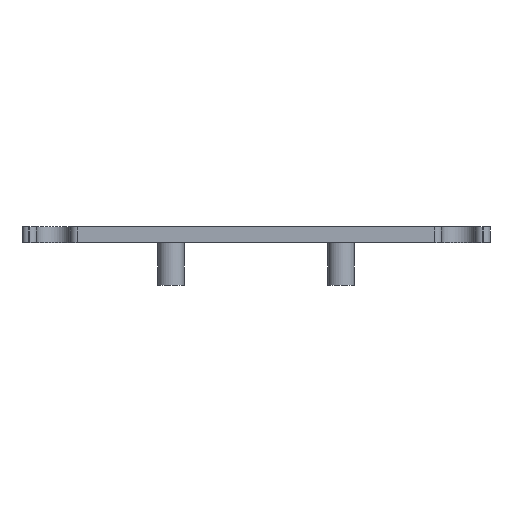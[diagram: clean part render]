
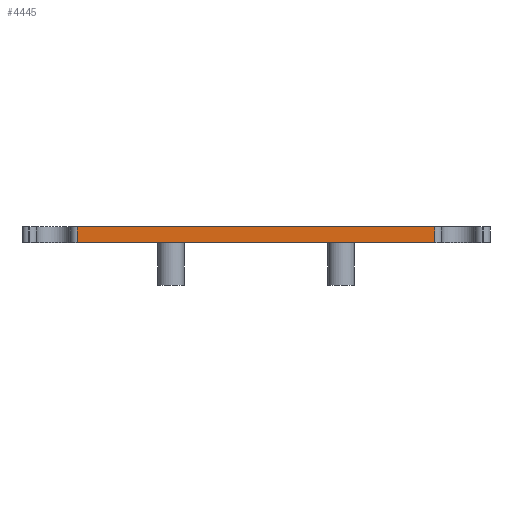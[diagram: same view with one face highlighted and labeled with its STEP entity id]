
A CAD part, left-side view. The second image highlights one B-rep face of the part: STEP entity #4445.
In plain terms, the highlighted planar face has unit normal (-1, 0, 0).
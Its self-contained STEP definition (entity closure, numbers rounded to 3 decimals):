
#100 = PLANE('',#101);
#101 = AXIS2_PLACEMENT_3D('',#102,#103,#104);
#102 = CARTESIAN_POINT('',(241.3,44.044,-3.));
#103 = DIRECTION('',(0.,0.,1.));
#104 = DIRECTION('',(1.,0.,-0.));
#159 = PLANE('',#160);
#160 = AXIS2_PLACEMENT_3D('',#161,#162,#163);
#161 = CARTESIAN_POINT('',(241.3,44.044,0.));
#162 = DIRECTION('',(0.,0.,1.));
#163 = DIRECTION('',(1.,0.,-0.));
#1048 = VERTEX_POINT('',#1049);
#1049 = CARTESIAN_POINT('',(0.,77.698,0.));
#1068 = CYLINDRICAL_SURFACE('',#1069,1.27);
#1069 = AXIS2_PLACEMENT_3D('',#1070,#1071,#1072);
#1070 = CARTESIAN_POINT('',(1.27,77.698,0.));
#1071 = DIRECTION('',(-0.,0.,1.));
#1072 = DIRECTION('',(1.,0.,-0.));
#1080 = EDGE_CURVE('',#1081,#1048,#1083,.T.);
#1081 = VERTEX_POINT('',#1082);
#1082 = CARTESIAN_POINT('',(0.001,10.389,0.));
#1083 = SURFACE_CURVE('',#1084,(#1088,#1095),.PCURVE_S1.);
#1084 = LINE('',#1085,#1086);
#1085 = CARTESIAN_POINT('',(0.001,10.389,0.));
#1086 = VECTOR('',#1087,1.);
#1087 = DIRECTION('',(0.,1.,0.));
#1088 = PCURVE('',#159,#1089);
#1089 = DEFINITIONAL_REPRESENTATION('',(#1090),#1094);
#1090 = LINE('',#1091,#1092);
#1091 = CARTESIAN_POINT('',(-241.299,-33.655));
#1092 = VECTOR('',#1093,1.);
#1093 = DIRECTION('',(0.,1.));
#1094 = ( GEOMETRIC_REPRESENTATION_CONTEXT(2) 
PARAMETRIC_REPRESENTATION_CONTEXT() REPRESENTATION_CONTEXT('2D SPACE',''
  ) );
#1095 = PCURVE('',#1096,#1101);
#1096 = PLANE('',#1097);
#1097 = AXIS2_PLACEMENT_3D('',#1098,#1099,#1100);
#1098 = CARTESIAN_POINT('',(0.001,10.389,0.));
#1099 = DIRECTION('',(1.,0.,0.));
#1100 = DIRECTION('',(0.,1.,0.));
#1101 = DEFINITIONAL_REPRESENTATION('',(#1102),#1106);
#1102 = LINE('',#1103,#1104);
#1103 = CARTESIAN_POINT('',(0.,0.));
#1104 = VECTOR('',#1105,1.);
#1105 = DIRECTION('',(1.,0.));
#1106 = ( GEOMETRIC_REPRESENTATION_CONTEXT(2) 
PARAMETRIC_REPRESENTATION_CONTEXT() REPRESENTATION_CONTEXT('2D SPACE',''
  ) );
#1129 = CYLINDRICAL_SURFACE('',#1130,1.27);
#1130 = AXIS2_PLACEMENT_3D('',#1131,#1132,#1133);
#1131 = CARTESIAN_POINT('',(1.271,10.389,0.));
#1132 = DIRECTION('',(-0.,0.,1.));
#1133 = DIRECTION('',(1.,0.,-0.));
#2953 = VERTEX_POINT('',#2954);
#2954 = CARTESIAN_POINT('',(0.,77.698,-3.));
#2980 = EDGE_CURVE('',#2981,#2953,#2983,.T.);
#2981 = VERTEX_POINT('',#2982);
#2982 = CARTESIAN_POINT('',(0.001,10.389,-3.));
#2983 = SURFACE_CURVE('',#2984,(#2988,#2995),.PCURVE_S1.);
#2984 = LINE('',#2985,#2986);
#2985 = CARTESIAN_POINT('',(0.001,10.389,-3.));
#2986 = VECTOR('',#2987,1.);
#2987 = DIRECTION('',(0.,1.,0.));
#2988 = PCURVE('',#100,#2989);
#2989 = DEFINITIONAL_REPRESENTATION('',(#2990),#2994);
#2990 = LINE('',#2991,#2992);
#2991 = CARTESIAN_POINT('',(-241.299,-33.655));
#2992 = VECTOR('',#2993,1.);
#2993 = DIRECTION('',(0.,1.));
#2994 = ( GEOMETRIC_REPRESENTATION_CONTEXT(2) 
PARAMETRIC_REPRESENTATION_CONTEXT() REPRESENTATION_CONTEXT('2D SPACE',''
  ) );
#2995 = PCURVE('',#1096,#2996);
#2996 = DEFINITIONAL_REPRESENTATION('',(#2997),#3001);
#2997 = LINE('',#2998,#2999);
#2998 = CARTESIAN_POINT('',(0.,-3.));
#2999 = VECTOR('',#3000,1.);
#3000 = DIRECTION('',(1.,0.));
#3001 = ( GEOMETRIC_REPRESENTATION_CONTEXT(2) 
PARAMETRIC_REPRESENTATION_CONTEXT() REPRESENTATION_CONTEXT('2D SPACE',''
  ) );
#4397 = EDGE_CURVE('',#1081,#2981,#4398,.T.);
#4398 = SURFACE_CURVE('',#4399,(#4403,#4410),.PCURVE_S1.);
#4399 = LINE('',#4400,#4401);
#4400 = CARTESIAN_POINT('',(0.001,10.389,0.));
#4401 = VECTOR('',#4402,1.);
#4402 = DIRECTION('',(0.,0.,-1.));
#4403 = PCURVE('',#1129,#4404);
#4404 = DEFINITIONAL_REPRESENTATION('',(#4405),#4409);
#4405 = LINE('',#4406,#4407);
#4406 = CARTESIAN_POINT('',(-3.142,0.));
#4407 = VECTOR('',#4408,1.);
#4408 = DIRECTION('',(-0.,-1.));
#4409 = ( GEOMETRIC_REPRESENTATION_CONTEXT(2) 
PARAMETRIC_REPRESENTATION_CONTEXT() REPRESENTATION_CONTEXT('2D SPACE',''
  ) );
#4410 = PCURVE('',#1096,#4411);
#4411 = DEFINITIONAL_REPRESENTATION('',(#4412),#4416);
#4412 = LINE('',#4413,#4414);
#4413 = CARTESIAN_POINT('',(0.,0.));
#4414 = VECTOR('',#4415,1.);
#4415 = DIRECTION('',(0.,-1.));
#4416 = ( GEOMETRIC_REPRESENTATION_CONTEXT(2) 
PARAMETRIC_REPRESENTATION_CONTEXT() REPRESENTATION_CONTEXT('2D SPACE',''
  ) );
#4445 = ADVANCED_FACE('',(#4446),#1096,.F.);
#4446 = FACE_BOUND('',#4447,.F.);
#4447 = EDGE_LOOP('',(#4448,#4449,#4450,#4471));
#4448 = ORIENTED_EDGE('',*,*,#4397,.T.);
#4449 = ORIENTED_EDGE('',*,*,#2980,.T.);
#4450 = ORIENTED_EDGE('',*,*,#4451,.F.);
#4451 = EDGE_CURVE('',#1048,#2953,#4452,.T.);
#4452 = SURFACE_CURVE('',#4453,(#4457,#4464),.PCURVE_S1.);
#4453 = LINE('',#4454,#4455);
#4454 = CARTESIAN_POINT('',(0.,77.698,0.));
#4455 = VECTOR('',#4456,1.);
#4456 = DIRECTION('',(0.,0.,-1.));
#4457 = PCURVE('',#1096,#4458);
#4458 = DEFINITIONAL_REPRESENTATION('',(#4459),#4463);
#4459 = LINE('',#4460,#4461);
#4460 = CARTESIAN_POINT('',(67.309,0.));
#4461 = VECTOR('',#4462,1.);
#4462 = DIRECTION('',(0.,-1.));
#4463 = ( GEOMETRIC_REPRESENTATION_CONTEXT(2) 
PARAMETRIC_REPRESENTATION_CONTEXT() REPRESENTATION_CONTEXT('2D SPACE',''
  ) );
#4464 = PCURVE('',#1068,#4465);
#4465 = DEFINITIONAL_REPRESENTATION('',(#4466),#4470);
#4466 = LINE('',#4467,#4468);
#4467 = CARTESIAN_POINT('',(-3.142,0.));
#4468 = VECTOR('',#4469,1.);
#4469 = DIRECTION('',(-0.,-1.));
#4470 = ( GEOMETRIC_REPRESENTATION_CONTEXT(2) 
PARAMETRIC_REPRESENTATION_CONTEXT() REPRESENTATION_CONTEXT('2D SPACE',''
  ) );
#4471 = ORIENTED_EDGE('',*,*,#1080,.F.);
